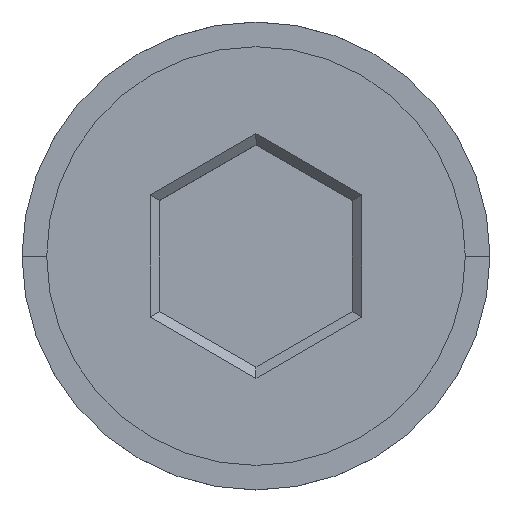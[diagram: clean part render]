
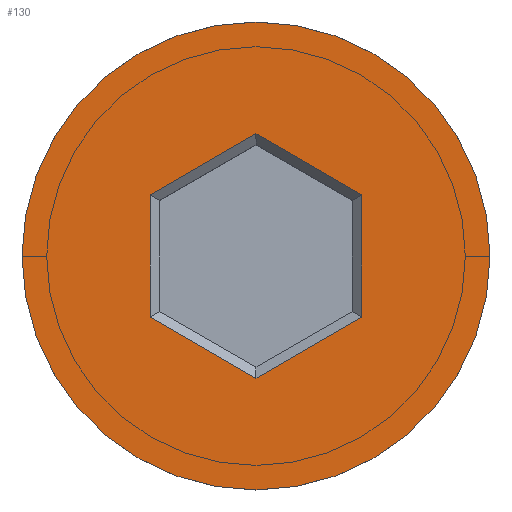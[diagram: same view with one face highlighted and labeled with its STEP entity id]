
A CAD part, top view. The second image highlights one B-rep face of the part: STEP entity #130.
In plain terms, the highlighted planar face has unit normal (0, 0, 1).
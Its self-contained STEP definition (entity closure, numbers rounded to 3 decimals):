
#20 = VERTEX_POINT ( 'NONE', #638 ) ;
#36 = EDGE_CURVE ( 'NONE', #20, #1481, #1172, .T. ) ;
#49 = VERTEX_POINT ( 'NONE', #519 ) ;
#53 = DIRECTION ( 'NONE',  ( 0., 1., 0. ) ) ;
#69 = DIRECTION ( 'NONE',  ( -0.866, -0.5, 0. ) ) ;
#100 = PLANE ( 'NONE',  #132 ) ;
#107 = CARTESIAN_POINT ( 'NONE',  ( -2.05, -1.299, 0. ) ) ;
#130 = ADVANCED_FACE ( 'NONE', ( #587, #1572 ), #100, .T. ) ;
#132 = AXIS2_PLACEMENT_3D ( 'NONE', #213, #346, #1462 ) ;
#149 = ORIENTED_EDGE ( 'NONE', *, *, #1044, .T. ) ;
#153 = AXIS2_PLACEMENT_3D ( 'NONE', #183, #1191, #216 ) ;
#160 = EDGE_CURVE ( 'NONE', #49, #467, #725, .T. ) ;
#165 = CARTESIAN_POINT ( 'NONE',  ( -4.75, 0., 0. ) ) ;
#183 = CARTESIAN_POINT ( 'NONE',  ( 0., 0., 0. ) ) ;
#213 = CARTESIAN_POINT ( 'NONE',  ( 0., 0., 0. ) ) ;
#216 = DIRECTION ( 'NONE',  ( 1., 0., 0. ) ) ;
#285 = CARTESIAN_POINT ( 'NONE',  ( 0., 2.483, 0. ) ) ;
#287 = VECTOR ( 'NONE', #69, 1000. ) ;
#299 = CARTESIAN_POINT ( 'NONE',  ( 2.05, 1.299, 0. ) ) ;
#346 = DIRECTION ( 'NONE',  ( 0., 0., 1. ) ) ;
#365 = VECTOR ( 'NONE', #53, 1000. ) ;
#396 = CARTESIAN_POINT ( 'NONE',  ( -2.15, 1.126, 0. ) ) ;
#437 = DIRECTION ( 'NONE',  ( -0.866, 0.5, 0. ) ) ;
#467 = VERTEX_POINT ( 'NONE', #285 ) ;
#469 = AXIS2_PLACEMENT_3D ( 'NONE', #938, #1263, #1399 ) ;
#479 = LINE ( 'NONE', #107, #1535 ) ;
#513 = ORIENTED_EDGE ( 'NONE', *, *, #1421, .T. ) ;
#519 = CARTESIAN_POINT ( 'NONE',  ( -2.15, 1.241, 0. ) ) ;
#551 = CARTESIAN_POINT ( 'NONE',  ( 2.15, -1.241, 0. ) ) ;
#576 = CARTESIAN_POINT ( 'NONE',  ( -0.1, 2.425, 0. ) ) ;
#587 = FACE_BOUND ( 'NONE', #934, .T. ) ;
#596 = ORIENTED_EDGE ( 'NONE', *, *, #160, .T. ) ;
#616 = DIRECTION ( 'NONE',  ( 0., -1., 0. ) ) ;
#621 = EDGE_CURVE ( 'NONE', #1173, #1291, #479, .T. ) ;
#638 = CARTESIAN_POINT ( 'NONE',  ( 4.75, 0., 0. ) ) ;
#703 = EDGE_CURVE ( 'NONE', #1027, #1474, #894, .T. ) ;
#725 = LINE ( 'NONE', #576, #900 ) ;
#749 = CARTESIAN_POINT ( 'NONE',  ( 0., -2.483, 0. ) ) ;
#757 = ORIENTED_EDGE ( 'NONE', *, *, #621, .T. ) ;
#820 = EDGE_LOOP ( 'NONE', ( #889, #149 ) ) ;
#821 = VECTOR ( 'NONE', #616, 1000. ) ;
#889 = ORIENTED_EDGE ( 'NONE', *, *, #36, .T. ) ;
#894 = LINE ( 'NONE', #902, #821 ) ;
#900 = VECTOR ( 'NONE', #1220, 1000. ) ;
#902 = CARTESIAN_POINT ( 'NONE',  ( 2.15, -1.126, 0. ) ) ;
#906 = ORIENTED_EDGE ( 'NONE', *, *, #1416, .T. ) ;
#934 = EDGE_LOOP ( 'NONE', ( #757, #513, #596, #906, #1085, #1125 ) ) ;
#938 = CARTESIAN_POINT ( 'NONE',  ( 0., 0., 0. ) ) ;
#968 = LINE ( 'NONE', #1550, #287 ) ;
#997 = CIRCLE ( 'NONE', #153, 4.75 ) ;
#1027 = VERTEX_POINT ( 'NONE', #1183 ) ;
#1044 = EDGE_CURVE ( 'NONE', #1481, #20, #997, .T. ) ;
#1058 = LINE ( 'NONE', #396, #365 ) ;
#1085 = ORIENTED_EDGE ( 'NONE', *, *, #703, .T. ) ;
#1125 = ORIENTED_EDGE ( 'NONE', *, *, #1321, .T. ) ;
#1172 = CIRCLE ( 'NONE', #469, 4.75 ) ;
#1173 = VERTEX_POINT ( 'NONE', #749 ) ;
#1183 = CARTESIAN_POINT ( 'NONE',  ( 2.15, 1.241, 0. ) ) ;
#1185 = CARTESIAN_POINT ( 'NONE',  ( -2.15, -1.241, 0. ) ) ;
#1191 = DIRECTION ( 'NONE',  ( 0., 0., 1. ) ) ;
#1220 = DIRECTION ( 'NONE',  ( 0.866, 0.5, 0. ) ) ;
#1263 = DIRECTION ( 'NONE',  ( 0., 0., 1. ) ) ;
#1269 = LINE ( 'NONE', #299, #1533 ) ;
#1291 = VERTEX_POINT ( 'NONE', #1185 ) ;
#1321 = EDGE_CURVE ( 'NONE', #1474, #1173, #968, .T. ) ;
#1399 = DIRECTION ( 'NONE',  ( 1., 0., 0. ) ) ;
#1413 = DIRECTION ( 'NONE',  ( 0.866, -0.5, 0. ) ) ;
#1416 = EDGE_CURVE ( 'NONE', #467, #1027, #1269, .T. ) ;
#1421 = EDGE_CURVE ( 'NONE', #1291, #49, #1058, .T. ) ;
#1462 = DIRECTION ( 'NONE',  ( 1., 0., 0. ) ) ;
#1474 = VERTEX_POINT ( 'NONE', #551 ) ;
#1481 = VERTEX_POINT ( 'NONE', #165 ) ;
#1533 = VECTOR ( 'NONE', #1413, 1000. ) ;
#1535 = VECTOR ( 'NONE', #437, 1000. ) ;
#1550 = CARTESIAN_POINT ( 'NONE',  ( 0.1, -2.425, 0. ) ) ;
#1572 = FACE_OUTER_BOUND ( 'NONE', #820, .T. ) ;
